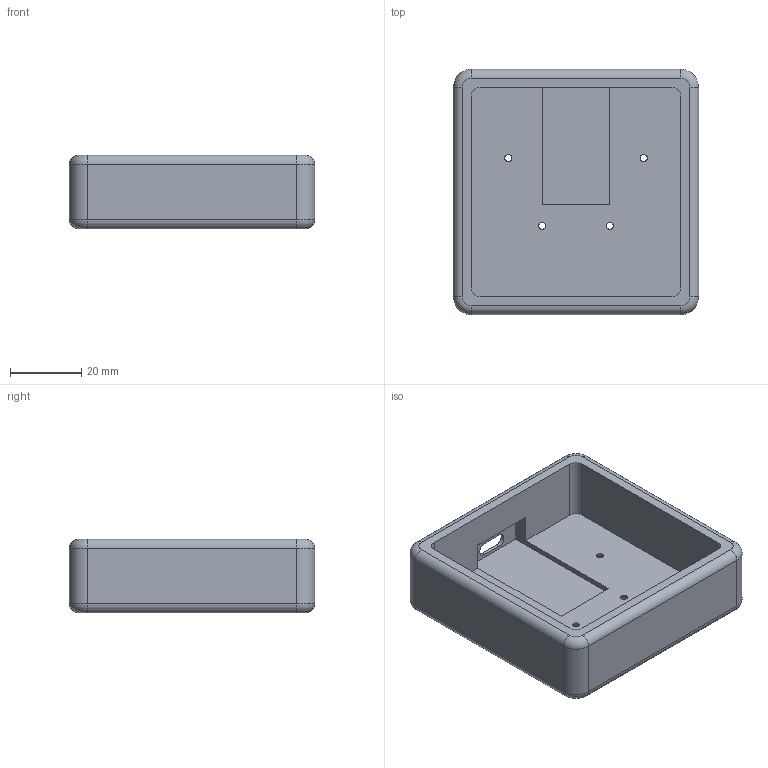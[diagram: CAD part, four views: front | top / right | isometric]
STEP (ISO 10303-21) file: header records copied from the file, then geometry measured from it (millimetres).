
FILE_DESCRIPTION(('HOOPS Exchange Step'),'2;1');
FILE_NAME('temp_export','2023-04-25T14:13:46-04:00',('mobile'),('Shapr3D Limited'),'HOOPS Exchange 2022.2','Shapr3D','Authorized');
FILE_SCHEMA( ('AUTOMOTIVE_DESIGN { 1 0 10303 214 1 1 1 1 }') );
Length unit declared in the file: millimetre
Products named in the file (1): Case
Bounding box: 68.85 x 68.85 x 20.6 mm (x, y, z)
Volume: 33988.2 mm3; surface area: 18783.6 mm2
Topology: 1 solids, 1 shells, 59 faces, 151 edges, 94 vertices
Faces by surface type: cylinder 28, plane 19, torus 8, cone 4
Full cylindrical faces by diameter (mm): 2 x4, 4 x4
Entity records: 1839 total; most frequent: DIRECTION 337, CARTESIAN_POINT 311, ORIENTED_EDGE 302, EDGE_CURVE 151, AXIS2_PLACEMENT_3D 128, VERTEX_POINT 94, VECTOR 81, LINE 81
